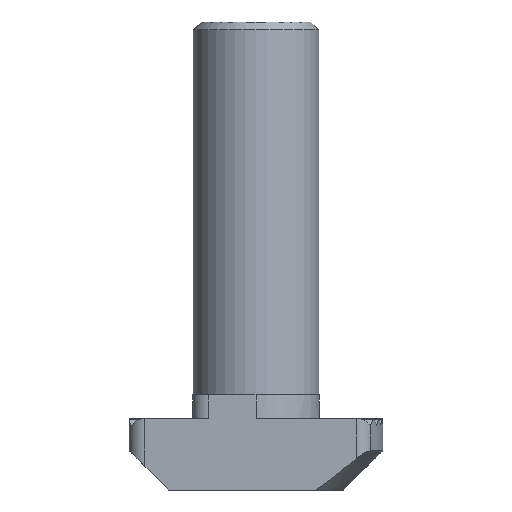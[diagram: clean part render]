
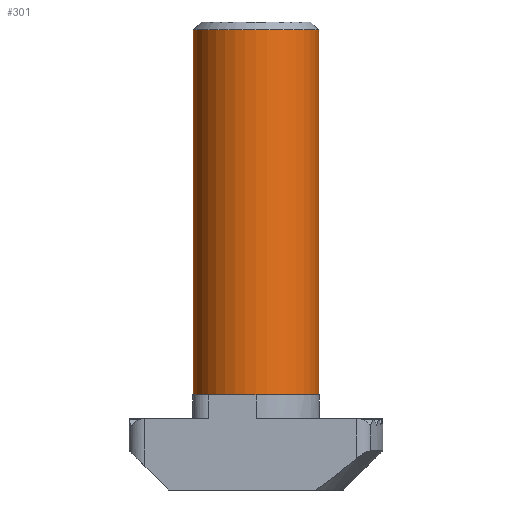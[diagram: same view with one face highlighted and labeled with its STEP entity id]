
A CAD part, front view. The second image highlights one B-rep face of the part: STEP entity #301.
In plain terms, the highlighted cylindrical face has radius 3.95 mm (diameter 7.9 mm), a partial arc.
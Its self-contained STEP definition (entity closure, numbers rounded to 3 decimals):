
#301=ADVANCED_FACE('NONE',(#603),#604,.T.);
#603=FACE_OUTER_BOUND('',#901,.T.);
#604=CYLINDRICAL_SURFACE('',#902,3.95);
#901=EDGE_LOOP('',(#1785,#1786,#1787,#1788));
#902=AXIS2_PLACEMENT_3D('',#1789,#1790,#1791);
#1785=ORIENTED_EDGE('',*,*,#1905,.F.);
#1786=ORIENTED_EDGE('',*,*,#2178,.T.);
#1787=ORIENTED_EDGE('',*,*,#1907,.T.);
#1788=ORIENTED_EDGE('',*,*,#1921,.T.);
#1789=CARTESIAN_POINT('',(0.0,0.0,-0.769));
#1790=DIRECTION('',(0.0,0.0,1.0));
#1791=DIRECTION('',(-1.0,0.0,0.0));
#1905=EDGE_CURVE('NONE',#2322,#2324,#2325,.T.);
#1907=EDGE_CURVE('NONE',#2321,#2326,#2328,.T.);
#1921=EDGE_CURVE('NONE',#2326,#2324,#2352,.T.);
#2178=EDGE_CURVE('NONE',#2322,#2321,#2707,.T.);
#2321=VERTEX_POINT('NONE',#3093);
#2322=VERTEX_POINT('NONE',#3094);
#2324=VERTEX_POINT('NONE',#3096);
#2325=LINE('',#3097,#3098);
#2326=VERTEX_POINT('NONE',#3099);
#2328=LINE('',#3101,#3102);
#2352=CIRCLE('',#3132,3.95);
#2707=CIRCLE('',#4296,3.95);
#3093=CARTESIAN_POINT('',(-3.95,0.0,29.0));
#3094=CARTESIAN_POINT('',(3.95,0.,29.0));
#3096=CARTESIAN_POINT('',(3.95,0.,6.0));
#3097=CARTESIAN_POINT('',(3.95,0.,-0.769));
#3098=VECTOR('',#4391,1000.0);
#3099=CARTESIAN_POINT('',(-3.95,0.0,6.0));
#3101=CARTESIAN_POINT('',(-3.95,0.0,-0.769));
#3102=VECTOR('',#4395,1000.0);
#3132=AXIS2_PLACEMENT_3D('',#4417,#4418,#4419);
#4296=AXIS2_PLACEMENT_3D('',#4565,#4566,#4567);
#4391=DIRECTION('',(-0.0,-0.0,-1.0));
#4395=DIRECTION('',(-0.0,-0.0,-1.0));
#4417=CARTESIAN_POINT('',(0.0,0.0,6.0));
#4418=DIRECTION('',(0.0,0.0,1.0));
#4419=DIRECTION('',(-1.0,0.0,0.0));
#4565=CARTESIAN_POINT('',(0.0,0.0,29.0));
#4566=DIRECTION('',(0.0,0.0,-1.0));
#4567=DIRECTION('',(-1.0,0.0,0.0));
